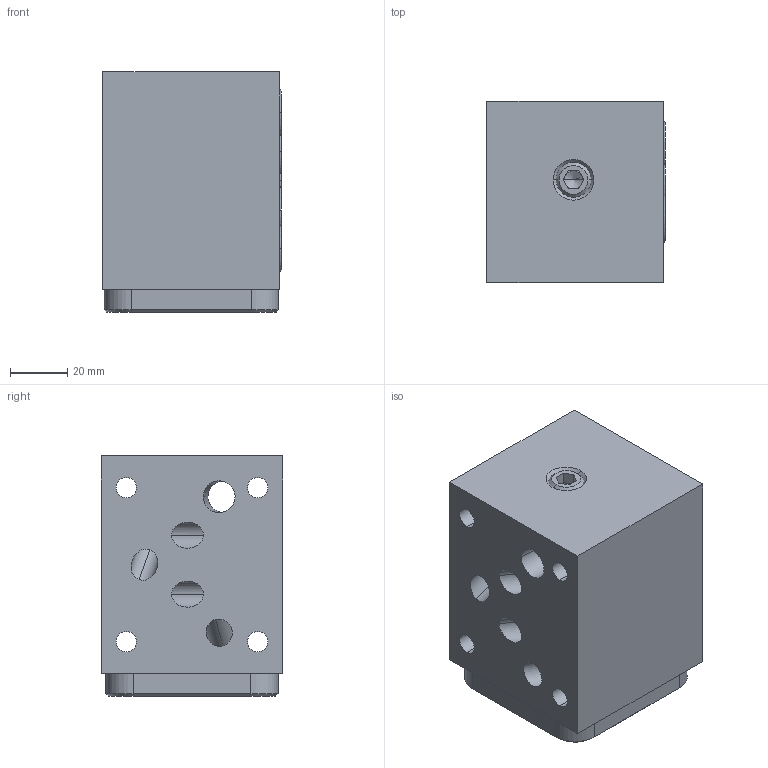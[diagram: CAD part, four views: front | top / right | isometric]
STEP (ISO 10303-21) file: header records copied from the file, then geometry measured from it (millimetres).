
FILE_DESCRIPTION((''),'2;1');
FILE_NAME('BBP_ASM','2024-02-02T',('ProEService'),(''),'PRO/ENGINEER BY PARAMETRIC TECHNOLOGY CORPORATION, 2014200','PRO/ENGINEER BY PARAMETRIC TECHNOLOGY CORPORATION, 2014200','');
FILE_SCHEMA(('CONFIG_CONTROL_DESIGN'));
Length unit declared in the file: inch
Products named in the file (4): 150-136-001; 500-001-014; 340-003; BBP_ASM
Assembly tree (7 placements, depth 2):
  BBP_ASM
    150-136-001
    500-001-014  x5
    340-003
Bounding box: 62.46 x 63.5 x 84.12 mm (x, y, z)
Volume: 263559.8 mm3; surface area: 50118.7 mm2
Topology: 7 solids, 7 shells, 149 faces, 553 edges, 526 vertices
Faces by surface type: cylinder 56, plane 36, cone 24, revolution 20, sphere 13
Entity records: 6970 total; most frequent: CARTESIAN_POINT 2696, DIRECTION 884, ORIENTED_EDGE 660, EDGE_CURVE 330, VECTOR 320, LINE 320, AXIS2_PLACEMENT_3D 280, VERTEX_POINT 209
